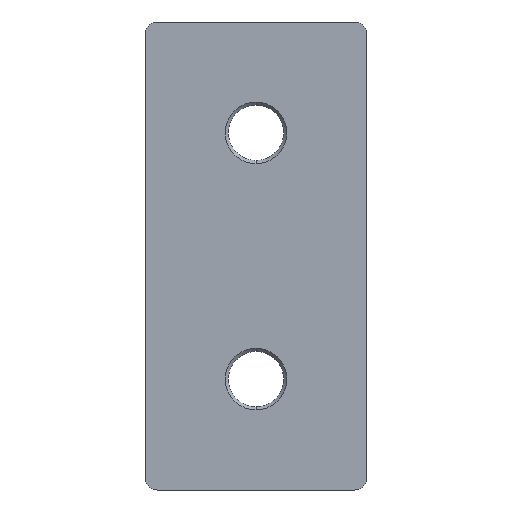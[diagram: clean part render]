
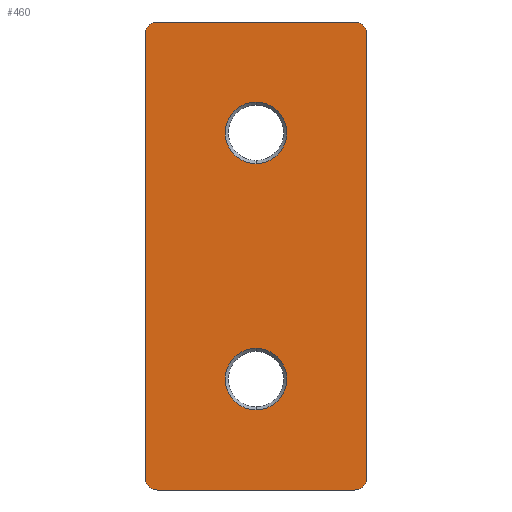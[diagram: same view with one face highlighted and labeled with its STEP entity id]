
A CAD part, front view. The second image highlights one B-rep face of the part: STEP entity #460.
In plain terms, the highlighted planar face has unit normal (0, -1, 0).
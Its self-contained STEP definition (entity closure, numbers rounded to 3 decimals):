
#3 = DIRECTION ( 'NONE',  ( 0., 0., 1. ) ) ;
#6 = PLANE ( 'NONE',  #589 ) ;
#15 = ORIENTED_EDGE ( 'NONE', *, *, #404, .F. ) ;
#32 = ORIENTED_EDGE ( 'NONE', *, *, #369, .T. ) ;
#50 = ORIENTED_EDGE ( 'NONE', *, *, #436, .T. ) ;
#74 = AXIS2_PLACEMENT_3D ( 'NONE', #210, #208, #207 ) ;
#79 = ORIENTED_EDGE ( 'NONE', *, *, #166, .T. ) ;
#90 = VERTEX_POINT ( 'NONE', #698 ) ;
#109 = ORIENTED_EDGE ( 'NONE', *, *, #360, .T. ) ;
#111 = ORIENTED_EDGE ( 'NONE', *, *, #377, .F. ) ;
#114 = EDGE_LOOP ( 'NONE', ( #111, #848, #15, #50, #654, #688, #726, #676 ) ) ;
#117 = AXIS2_PLACEMENT_3D ( 'NONE', #375, #374, #373 ) ;
#122 = CIRCLE ( 'NONE', #853, 5. ) ;
#130 = AXIS2_PLACEMENT_3D ( 'NONE', #393, #390, #387 ) ;
#146 = AXIS2_PLACEMENT_3D ( 'NONE', #349, #348, #347 ) ;
#151 = VERTEX_POINT ( 'NONE', #604 ) ;
#161 = VERTEX_POINT ( 'NONE', #570 ) ;
#164 = CARTESIAN_POINT ( 'NONE',  ( -18., 0., -38. ) ) ;
#166 = EDGE_CURVE ( 'NONE', #170, #188, #631, .T. ) ;
#167 = DIRECTION ( 'NONE',  ( 0., 1., 0. ) ) ;
#168 = VERTEX_POINT ( 'NONE', #635 ) ;
#170 = VERTEX_POINT ( 'NONE', #649 ) ;
#177 = DIRECTION ( 'NONE',  ( 0., 0., 1. ) ) ;
#181 = DIRECTION ( 'NONE',  ( 0., -1., 0. ) ) ;
#183 = CARTESIAN_POINT ( 'NONE',  ( -16., 0., 36. ) ) ;
#188 = VERTEX_POINT ( 'NONE', #557 ) ;
#190 = VERTEX_POINT ( 'NONE', #549 ) ;
#194 = DIRECTION ( 'NONE',  ( 1., 0., 0. ) ) ;
#196 = CARTESIAN_POINT ( 'NONE',  ( -18., 0., 38. ) ) ;
#198 = EDGE_LOOP ( 'NONE', ( #811, #32 ) ) ;
#202 = VERTEX_POINT ( 'NONE', #619 ) ;
#207 = DIRECTION ( 'NONE',  ( 0., 0., 1. ) ) ;
#208 = DIRECTION ( 'NONE',  ( 0., -1., 0. ) ) ;
#210 = CARTESIAN_POINT ( 'NONE',  ( 16., 0., 36. ) ) ;
#232 = AXIS2_PLACEMENT_3D ( 'NONE', #641, #639, #637 ) ;
#304 = DIRECTION ( 'NONE',  ( 0., 0., 1. ) ) ;
#305 = DIRECTION ( 'NONE',  ( 0., -1., 0. ) ) ;
#306 = CARTESIAN_POINT ( 'NONE',  ( -16., 0., -36. ) ) ;
#330 = AXIS2_PLACEMENT_3D ( 'NONE', #306, #305, #304 ) ;
#346 = DIRECTION ( 'NONE',  ( 0., 0., 1. ) ) ;
#347 = DIRECTION ( 'NONE',  ( 0., 0., 1. ) ) ;
#348 = DIRECTION ( 'NONE',  ( 0., -1., 0. ) ) ;
#349 = CARTESIAN_POINT ( 'NONE',  ( 16., 0., -36. ) ) ;
#351 = CARTESIAN_POINT ( 'NONE',  ( 18., 0., -38. ) ) ;
#358 = DIRECTION ( 'NONE',  ( 0., 0., -1. ) ) ;
#360 = EDGE_CURVE ( 'NONE', #188, #170, #530, .T. ) ;
#364 = VERTEX_POINT ( 'NONE', #395 ) ;
#369 = EDGE_CURVE ( 'NONE', #202, #90, #524, .T. ) ;
#370 = CARTESIAN_POINT ( 'NONE',  ( -18., 0., -38. ) ) ;
#373 = DIRECTION ( 'NONE',  ( 0., 0., 1. ) ) ;
#374 = DIRECTION ( 'NONE',  ( 0., 1., 0. ) ) ;
#375 = CARTESIAN_POINT ( 'NONE',  ( 0., 0., 20. ) ) ;
#376 = CARTESIAN_POINT ( 'NONE',  ( -18., 0., -38. ) ) ;
#377 = EDGE_CURVE ( 'NONE', #847, #151, #521, .T. ) ;
#387 = DIRECTION ( 'NONE',  ( 0., 0., 1. ) ) ;
#390 = DIRECTION ( 'NONE',  ( 0., 1., 0. ) ) ;
#393 = CARTESIAN_POINT ( 'NONE',  ( 0., 0., -20. ) ) ;
#395 = CARTESIAN_POINT ( 'NONE',  ( -18., 0., 36. ) ) ;
#402 = EDGE_CURVE ( 'NONE', #847, #161, #514, .T. ) ;
#404 = EDGE_CURVE ( 'NONE', #168, #161, #511, .T. ) ;
#405 = FACE_OUTER_BOUND ( 'NONE', #114, .T. ) ;
#409 = EDGE_CURVE ( 'NONE', #190, #364, #510, .T. ) ;
#414 = EDGE_CURVE ( 'NONE', #190, #151, #504, .T. ) ;
#417 = FACE_BOUND ( 'NONE', #677, .T. ) ;
#418 = FACE_BOUND ( 'NONE', #198, .T. ) ;
#420 = CIRCLE ( 'NONE', #738, 2. ) ;
#433 = DIRECTION ( 'NONE',  ( -1., 0., 0. ) ) ;
#436 = EDGE_CURVE ( 'NONE', #168, #742, #446, .T. ) ;
#438 = VECTOR ( 'NONE', #194, 1000. ) ;
#439 = LINE ( 'NONE', #196, #438 ) ;
#444 = EDGE_CURVE ( 'NONE', #785, #742, #439, .T. ) ;
#446 = CIRCLE ( 'NONE', #74, 2. ) ;
#452 = EDGE_CURVE ( 'NONE', #785, #364, #420, .T. ) ;
#460 = ADVANCED_FACE ( 'NONE', ( #417, #418, #405 ), #6, .F. ) ;
#493 = CARTESIAN_POINT ( 'NONE',  ( -16., 0., 38. ) ) ;
#503 = VECTOR ( 'NONE', #346, 1000. ) ;
#504 = CIRCLE ( 'NONE', #330, 2. ) ;
#505 = VECTOR ( 'NONE', #358, 1000. ) ;
#510 = LINE ( 'NONE', #370, #503 ) ;
#511 = LINE ( 'NONE', #351, #505 ) ;
#513 = VECTOR ( 'NONE', #433, 1000. ) ;
#514 = CIRCLE ( 'NONE', #146, 2. ) ;
#521 = LINE ( 'NONE', #376, #513 ) ;
#524 = CIRCLE ( 'NONE', #117, 5. ) ;
#530 = CIRCLE ( 'NONE', #130, 5. ) ;
#537 = CARTESIAN_POINT ( 'NONE',  ( 16., 0., 38. ) ) ;
#549 = CARTESIAN_POINT ( 'NONE',  ( -18., 0., -36. ) ) ;
#550 = DIRECTION ( 'NONE',  ( 0., 0., 1. ) ) ;
#553 = DIRECTION ( 'NONE',  ( 0., 1., 0. ) ) ;
#557 = CARTESIAN_POINT ( 'NONE',  ( 0., 0., -15. ) ) ;
#570 = CARTESIAN_POINT ( 'NONE',  ( 18., 0., -36. ) ) ;
#589 = AXIS2_PLACEMENT_3D ( 'NONE', #164, #167, #3 ) ;
#604 = CARTESIAN_POINT ( 'NONE',  ( -16., 0., -38. ) ) ;
#607 = CARTESIAN_POINT ( 'NONE',  ( 0., 0., 20. ) ) ;
#619 = CARTESIAN_POINT ( 'NONE',  ( 0., 0., 25. ) ) ;
#631 = CIRCLE ( 'NONE', #232, 5. ) ;
#634 = EDGE_CURVE ( 'NONE', #90, #202, #122, .T. ) ;
#635 = CARTESIAN_POINT ( 'NONE',  ( 18., 0., 36. ) ) ;
#637 = DIRECTION ( 'NONE',  ( 0., 0., 1. ) ) ;
#639 = DIRECTION ( 'NONE',  ( 0., 1., 0. ) ) ;
#641 = CARTESIAN_POINT ( 'NONE',  ( 0., 0., -20. ) ) ;
#649 = CARTESIAN_POINT ( 'NONE',  ( 0., 0., -25. ) ) ;
#654 = ORIENTED_EDGE ( 'NONE', *, *, #444, .F. ) ;
#676 = ORIENTED_EDGE ( 'NONE', *, *, #414, .T. ) ;
#677 = EDGE_LOOP ( 'NONE', ( #79, #109 ) ) ;
#688 = ORIENTED_EDGE ( 'NONE', *, *, #452, .T. ) ;
#698 = CARTESIAN_POINT ( 'NONE',  ( 0., 0., 15. ) ) ;
#726 = ORIENTED_EDGE ( 'NONE', *, *, #409, .F. ) ;
#738 = AXIS2_PLACEMENT_3D ( 'NONE', #183, #181, #177 ) ;
#742 = VERTEX_POINT ( 'NONE', #537 ) ;
#785 = VERTEX_POINT ( 'NONE', #493 ) ;
#799 = CARTESIAN_POINT ( 'NONE',  ( 16., 0., -38. ) ) ;
#811 = ORIENTED_EDGE ( 'NONE', *, *, #634, .T. ) ;
#847 = VERTEX_POINT ( 'NONE', #799 ) ;
#848 = ORIENTED_EDGE ( 'NONE', *, *, #402, .T. ) ;
#853 = AXIS2_PLACEMENT_3D ( 'NONE', #607, #553, #550 ) ;
